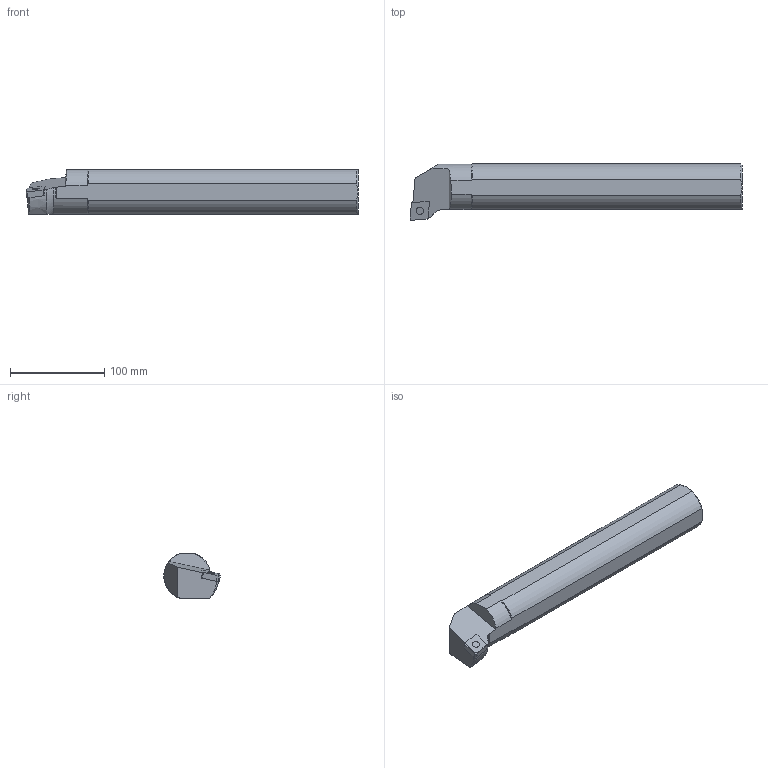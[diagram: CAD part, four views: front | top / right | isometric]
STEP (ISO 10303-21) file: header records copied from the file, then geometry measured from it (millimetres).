
FILE_DESCRIPTION(/* description */ (''),/* implementation_level */ '2;1');
FILE_NAME(/* name */ 'A50UPCLNR19_SIM.stp',/* time_stamp */ '2022-03-14T13:00:09+01:00',/* author */ (''),/* organization */ (''),/* preprocessor_version */ 'ST-DEVELOPER v16.7',/* originating_system */ 'SIEMENS PLM Software NX 12.0',/* authorisation */ '');
FILE_SCHEMA (('AUTOMOTIVE_DESIGN { 1 0 10303 214 3 1 1 1 }'));
Length unit declared in the file: millimetre
Products named in the file (1): model1
Bounding box: 351.86 x 59.91 x 47 mm (x, y, z)
Volume: 645742.3 mm3; surface area: 58617.8 mm2
Topology: 2 solids, 2 shells, 40 faces, 106 edges, 70 vertices
Faces by surface type: plane 16, cylinder 11, cone 8, torus 5
Full cylindrical faces by diameter (mm): 7.94 x1
Entity records: 1341 total; most frequent: CARTESIAN_POINT 335, ORIENTED_EDGE 208, DIRECTION 198, EDGE_CURVE 104, AXIS2_PLACEMENT_3D 79, VERTEX_POINT 69, EDGE_LOOP 43, ADVANCED_FACE 40
